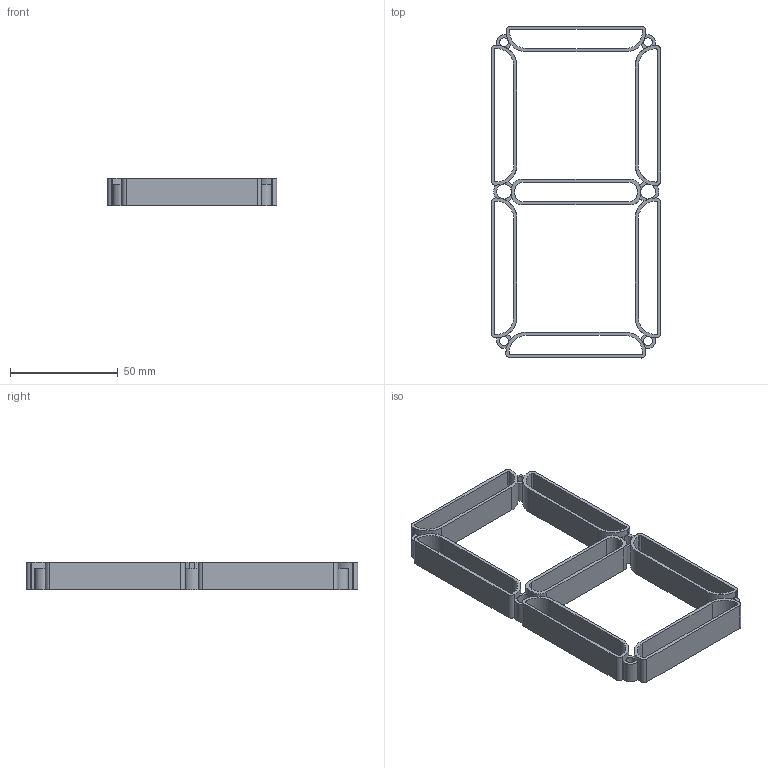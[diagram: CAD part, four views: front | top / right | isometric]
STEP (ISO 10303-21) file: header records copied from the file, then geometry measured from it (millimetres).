
FILE_DESCRIPTION(('FreeCAD Model'),'2;1');
FILE_NAME('Open CASCADE Shape Model','2025-07-04T14:10:38',(''),(''), 'Open CASCADE STEP processor 7.8','FreeCAD','Unknown');
FILE_SCHEMA(('AUTOMOTIVE_DESIGN { 1 0 10303 214 1 1 1 1 }'));
Length unit declared in the file: millimetre
Products named in the file (1): Body013
Bounding box: 79 x 154.4 x 13 mm (x, y, z)
Volume: 20017.9 mm3; surface area: 29106.1 mm2
Topology: 1 solids, 1 shells, 148 faces, 455 edges, 306 vertices
Faces by surface type: cylinder 77, plane 71
Full cylindrical faces by diameter (mm): 4 x4, 6.8 x1
Entity records: 5256 total; most frequent: DIRECTION 944, CARTESIAN_POINT 910, ORIENTED_EDGE 910, EDGE_CURVE 455, AXIS2_PLACEMENT_3D 340, VERTEX_POINT 306, LINE 264, VECTOR 264
